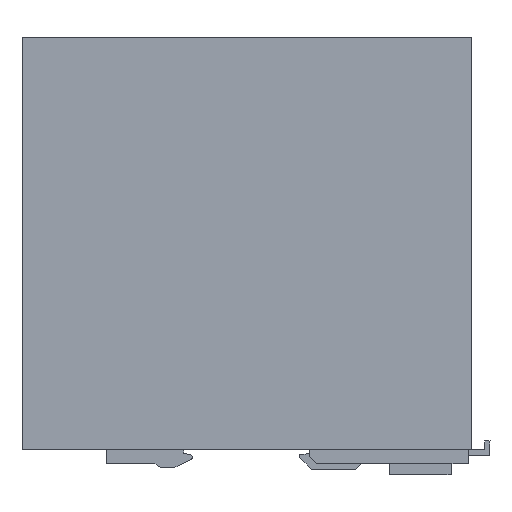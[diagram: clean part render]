
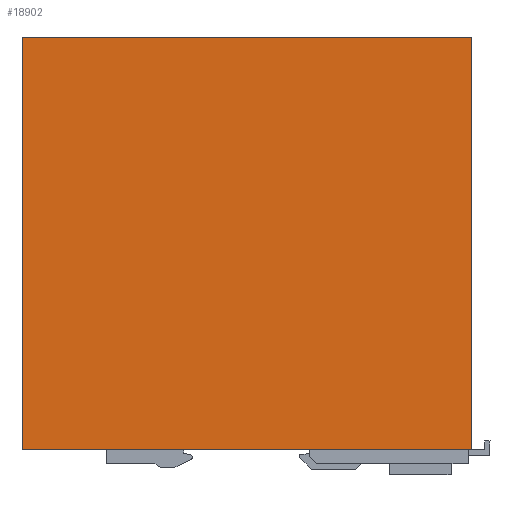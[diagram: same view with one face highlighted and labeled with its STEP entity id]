
A CAD part, left-side view. The second image highlights one B-rep face of the part: STEP entity #18902.
In plain terms, the highlighted planar face has unit normal (-1, 0, 0).
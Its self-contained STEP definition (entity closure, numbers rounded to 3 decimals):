
#100 = FACE_OUTER_BOUND ( 'NONE', #14014, .T. ) ;
#370 = ORIENTED_EDGE ( 'NONE', *, *, #12942, .T. ) ;
#529 = VECTOR ( 'NONE', #6787, 1000. ) ;
#690 = VERTEX_POINT ( 'NONE', #9053 ) ;
#900 = CARTESIAN_POINT ( 'NONE',  ( -17.5, -63.5, 0. ) ) ;
#1524 = LINE ( 'NONE', #9941, #6724 ) ;
#2614 = EDGE_CURVE ( 'NONE', #16836, #8292, #10563, .T. ) ;
#3347 = CARTESIAN_POINT ( 'NONE',  ( -17.5, 0., 0. ) ) ;
#5784 = DIRECTION ( 'NONE',  ( 0., 0., -1. ) ) ;
#5913 = EDGE_CURVE ( 'NONE', #690, #17394, #8344, .T. ) ;
#6116 = VECTOR ( 'NONE', #11902, 1000. ) ;
#6724 = VECTOR ( 'NONE', #16016, 1000. ) ;
#6787 = DIRECTION ( 'NONE',  ( 0., 0., 1. ) ) ;
#8292 = VERTEX_POINT ( 'NONE', #12460 ) ;
#8344 = LINE ( 'NONE', #900, #529 ) ;
#9053 = CARTESIAN_POINT ( 'NONE',  ( -17.5, -63.5, -116.5 ) ) ;
#9245 = DIRECTION ( 'NONE',  ( 0., 1., 0. ) ) ;
#9941 = CARTESIAN_POINT ( 'NONE',  ( -17.5, 0., -116.5 ) ) ;
#10002 = ORIENTED_EDGE ( 'NONE', *, *, #5913, .T. ) ;
#10189 = EDGE_CURVE ( 'NONE', #17394, #16836, #13874, .T. ) ;
#10563 = LINE ( 'NONE', #16532, #6116 ) ;
#10996 = CARTESIAN_POINT ( 'NONE',  ( -17.5, 63.5, 0. ) ) ;
#11773 = ORIENTED_EDGE ( 'NONE', *, *, #2614, .T. ) ;
#11879 = CARTESIAN_POINT ( 'NONE',  ( -17.5, 0., 0. ) ) ;
#11902 = DIRECTION ( 'NONE',  ( 0., 0., -1. ) ) ;
#12078 = PLANE ( 'NONE',  #16721 ) ;
#12460 = CARTESIAN_POINT ( 'NONE',  ( -17.5, 63.5, -116.5 ) ) ;
#12942 = EDGE_CURVE ( 'NONE', #8292, #690, #1524, .T. ) ;
#13507 = ORIENTED_EDGE ( 'NONE', *, *, #10189, .T. ) ;
#13874 = LINE ( 'NONE', #3347, #15455 ) ;
#14014 = EDGE_LOOP ( 'NONE', ( #370, #10002, #13507, #11773 ) ) ;
#15455 = VECTOR ( 'NONE', #9245, 1000. ) ;
#16016 = DIRECTION ( 'NONE',  ( 0., -1., 0. ) ) ;
#16532 = CARTESIAN_POINT ( 'NONE',  ( -17.5, 63.5, 0. ) ) ;
#16721 = AXIS2_PLACEMENT_3D ( 'NONE', #11879, #17961, #5784 ) ;
#16836 = VERTEX_POINT ( 'NONE', #10996 ) ;
#17394 = VERTEX_POINT ( 'NONE', #17636 ) ;
#17636 = CARTESIAN_POINT ( 'NONE',  ( -17.5, -63.5, 0. ) ) ;
#17961 = DIRECTION ( 'NONE',  ( 1., 0., 0. ) ) ;
#18902 = ADVANCED_FACE ( 'NONE', ( #100 ), #12078, .F. ) ;
